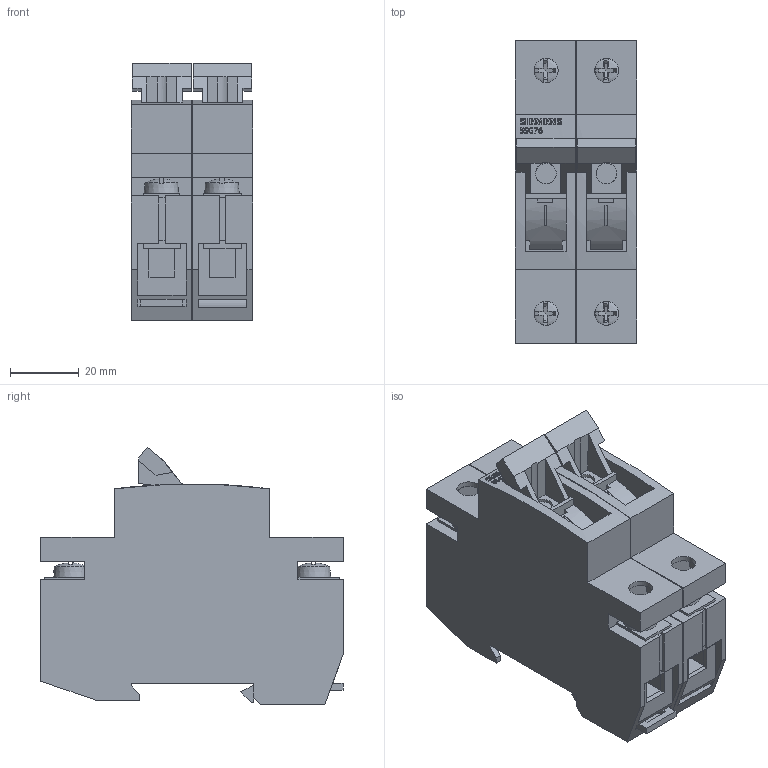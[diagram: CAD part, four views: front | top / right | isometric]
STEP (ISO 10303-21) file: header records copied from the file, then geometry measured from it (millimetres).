
FILE_DESCRIPTION(/* description */ (''),/* implementation_level */ '2;1');
FILE_NAME(/* name */ '5SG7621-0KK16_3D_v.stp',/* time_stamp */ '2024-09-18T08:45:16+02:00',/* author */ (''),/* organization */ (''),/* preprocessor_version */ 'ST-DEVELOPER v18.101',/* originating_system */ 'SIEMENS PLM Software NX 2008',/* authorisation */ '');
FILE_SCHEMA (('AUTOMOTIVE_DESIGN { 1 0 10303 214 3 1 1 1 }'));
Length unit declared in the file: millimetre
Products named in the file (1): 5SG7621-0KK16_3D_v_stp
Bounding box: 35.2 x 88 x 74.88 mm (x, y, z)
Volume: 142848.2 mm3; surface area: 30654.7 mm2
Topology: 1 solids, 2 shells, 576 faces, 1630 edges, 1071 vertices
Faces by surface type: plane 519, cylinder 27, extrusion 18, sphere 8, cone 4
Full cylindrical faces by diameter (mm): 6 x2, 7 x4
Entity records: 22086 total; most frequent: CARTESIAN_POINT 3957, ORIENTED_EDGE 3238, DIRECTION 2882, EDGE_CURVE 1619, VECTOR 1382, LINE 1364, VERTEX_POINT 1066, AXIS2_PLACEMENT_3D 750
